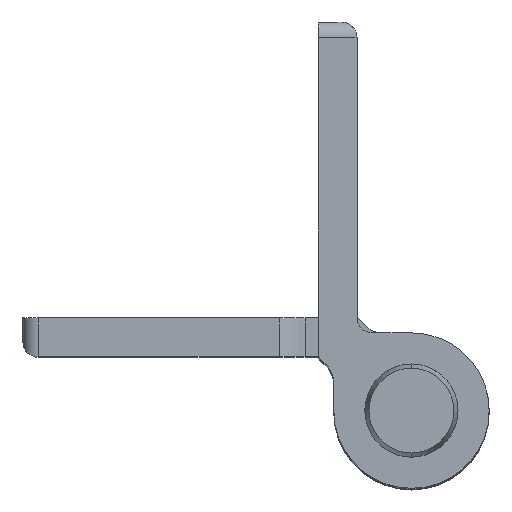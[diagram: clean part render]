
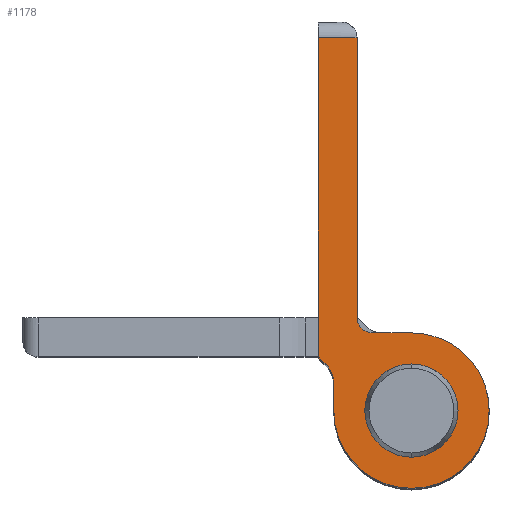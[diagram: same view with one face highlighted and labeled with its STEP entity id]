
A CAD part, top view. The second image highlights one B-rep face of the part: STEP entity #1178.
In plain terms, the highlighted planar face has unit normal (0, 0, 1).
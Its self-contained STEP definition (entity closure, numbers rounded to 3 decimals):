
#951=CARTESIAN_POINT('',(14.457,0.99,62.));
#952=VERTEX_POINT('',#951);
#961=CARTESIAN_POINT('',(14.457,-11.01,62.));
#962=VERTEX_POINT('',#961);
#963=CARTESIAN_POINT('',(14.457,-5.01,62.));
#964=DIRECTION('',(0.0,0.0,-1.0));
#965=DIRECTION('',(0.0,1.0,0.0));
#966=AXIS2_PLACEMENT_3D('',#963,#964,#965);
#967=CIRCLE('',#966,6.);
#968=EDGE_CURVE('',#962,#952,#967,.T.);
#993=CARTESIAN_POINT('',(7.457,42.99,62.));
#994=VERTEX_POINT('',#993);
#1069=CARTESIAN_POINT('',(2.457,42.99,62.));
#1070=VERTEX_POINT('',#1069);
#1078=CARTESIAN_POINT('',(2.457,42.99,62.));
#1079=DIRECTION('',(1.0,0.0,0.0));
#1080=VECTOR('',#1079,5.);
#1081=LINE('',#1078,#1080);
#1082=EDGE_CURVE('',#1070,#994,#1081,.T.);
#1094=CARTESIAN_POINT('',(25.557,45.89,62.));
#1095=DIRECTION('',(0.0,0.0,-1.0));
#1096=DIRECTION('',(0.0,-1.0,0.0));
#1097=AXIS2_PLACEMENT_3D('',#1094,#1095,#1096);
#1098=PLANE('',#1097);
#1099=ORIENTED_EDGE('',*,*,#1082,.F.);
#1100=CARTESIAN_POINT('',(2.457,2.231,62.));
#1101=VERTEX_POINT('',#1100);
#1102=CARTESIAN_POINT('',(2.457,2.231,62.));
#1103=DIRECTION('',(0.0,1.0,0.0));
#1104=VECTOR('',#1103,40.758);
#1105=LINE('',#1102,#1104);
#1106=EDGE_CURVE('',#1101,#1070,#1105,.T.);
#1107=ORIENTED_EDGE('',*,*,#1106,.F.);
#1108=CARTESIAN_POINT('',(2.902,1.4,62.));
#1109=VERTEX_POINT('',#1108);
#1110=CARTESIAN_POINT('',(3.457,2.231,62.));
#1111=DIRECTION('',(0.,0.,-1.));
#1112=DIRECTION('',(-0.556,-0.831,0.));
#1113=AXIS2_PLACEMENT_3D('',#1110,#1111,#1112);
#1114=CIRCLE('',#1113,1.);
#1115=EDGE_CURVE('',#1109,#1101,#1114,.T.);
#1116=ORIENTED_EDGE('',*,*,#1115,.F.);
#1117=CARTESIAN_POINT('',(4.457,-1.51,62.));
#1118=VERTEX_POINT('',#1117);
#1119=CARTESIAN_POINT('',(0.957,-1.51,62.));
#1120=DIRECTION('',(0.,0.,1.0));
#1121=DIRECTION('',(-0.556,-0.831,0.));
#1122=AXIS2_PLACEMENT_3D('',#1119,#1120,#1121);
#1123=CIRCLE('',#1122,3.5);
#1124=EDGE_CURVE('',#1118,#1109,#1123,.T.);
#1125=ORIENTED_EDGE('',*,*,#1124,.F.);
#1126=CARTESIAN_POINT('',(4.457,-5.034,62.));
#1127=VERTEX_POINT('',#1126);
#1128=CARTESIAN_POINT('',(4.457,-5.034,62.));
#1129=DIRECTION('',(0.0,1.0,0.0));
#1130=VECTOR('',#1129,3.523);
#1131=LINE('',#1128,#1130);
#1132=EDGE_CURVE('',#1127,#1118,#1131,.T.);
#1133=ORIENTED_EDGE('',*,*,#1132,.F.);
#1134=CARTESIAN_POINT('',(14.457,4.99,62.));
#1135=VERTEX_POINT('',#1134);
#1136=CARTESIAN_POINT('',(14.457,-5.01,62.));
#1137=DIRECTION('',(0.0,0.0,-1.0));
#1138=DIRECTION('',(0.0,1.0,0.0));
#1139=AXIS2_PLACEMENT_3D('',#1136,#1137,#1138);
#1140=CIRCLE('',#1139,10.0);
#1141=EDGE_CURVE('',#1135,#1127,#1140,.T.);
#1142=ORIENTED_EDGE('',*,*,#1141,.F.);
#1143=CARTESIAN_POINT('',(9.457,4.99,62.));
#1144=VERTEX_POINT('',#1143);
#1145=CARTESIAN_POINT('',(9.457,4.99,62.));
#1146=DIRECTION('',(1.0,0.0,0.0));
#1147=VECTOR('',#1146,5.);
#1148=LINE('',#1145,#1147);
#1149=EDGE_CURVE('',#1144,#1135,#1148,.T.);
#1150=ORIENTED_EDGE('',*,*,#1149,.F.);
#1151=CARTESIAN_POINT('',(7.457,6.99,62.));
#1152=VERTEX_POINT('',#1151);
#1153=CARTESIAN_POINT('',(9.457,6.99,62.));
#1154=DIRECTION('',(0.0,0.0,1.0));
#1155=DIRECTION('',(0.0,1.0,0.0));
#1156=AXIS2_PLACEMENT_3D('',#1153,#1154,#1155);
#1157=CIRCLE('',#1156,2.0);
#1158=EDGE_CURVE('',#1152,#1144,#1157,.T.);
#1159=ORIENTED_EDGE('',*,*,#1158,.F.);
#1160=CARTESIAN_POINT('',(7.457,42.99,62.));
#1161=DIRECTION('',(0.0,-1.0,0.0));
#1162=VECTOR('',#1161,36.);
#1163=LINE('',#1160,#1162);
#1164=EDGE_CURVE('',#994,#1152,#1163,.T.);
#1165=ORIENTED_EDGE('',*,*,#1164,.F.);
#1166=EDGE_LOOP('',(#1099,#1107,#1116,#1125,#1133,#1142,#1150,#1159,#1165));
#1167=FACE_OUTER_BOUND('',#1166,.T.);
#1168=ORIENTED_EDGE('',*,*,#968,.T.);
#1169=CARTESIAN_POINT('',(14.457,-5.01,62.));
#1170=DIRECTION('',(0.0,0.0,-1.0));
#1171=DIRECTION('',(0.0,1.0,0.0));
#1172=AXIS2_PLACEMENT_3D('',#1169,#1170,#1171);
#1173=CIRCLE('',#1172,6.);
#1174=EDGE_CURVE('',#952,#962,#1173,.T.);
#1175=ORIENTED_EDGE('',*,*,#1174,.T.);
#1176=EDGE_LOOP('',(#1168,#1175));
#1177=FACE_BOUND('',#1176,.T.);
#1178=ADVANCED_FACE('',(#1167,#1177),#1098,.F.);
